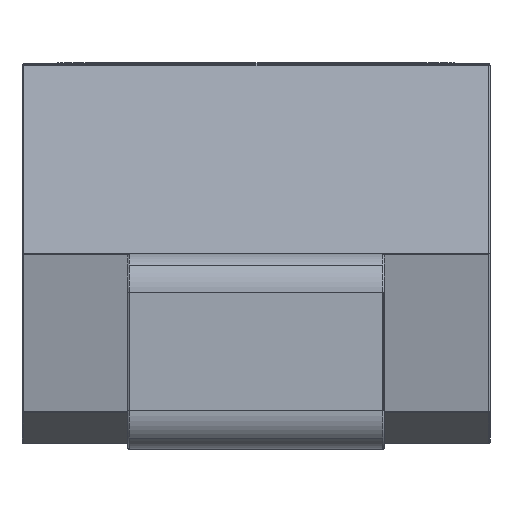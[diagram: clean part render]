
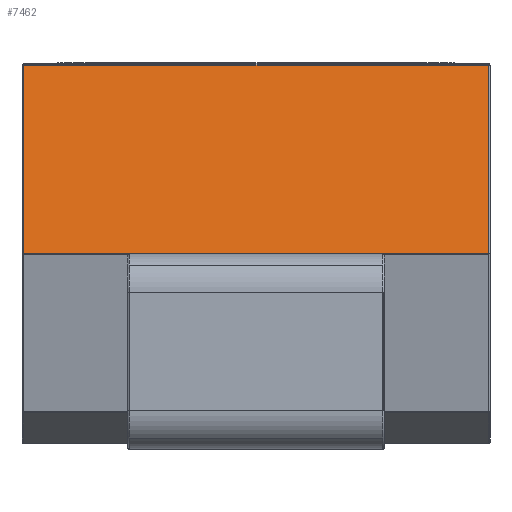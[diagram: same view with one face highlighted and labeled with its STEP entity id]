
A CAD part, left-side view. The second image highlights one B-rep face of the part: STEP entity #7462.
In plain terms, the highlighted planar face has unit normal (-0.984, 0, 0.179).
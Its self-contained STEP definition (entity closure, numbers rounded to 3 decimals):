
#780 = EDGE_CURVE ( 'NONE', #2838, #4244, #2063, .T. ) ;
#1053 = FACE_OUTER_BOUND ( 'NONE', #7660, .T. ) ;
#1366 = VECTOR ( 'NONE', #5417, 1000. ) ;
#1860 = VECTOR ( 'NONE', #2581, 1000. ) ;
#2063 = LINE ( 'NONE', #4670, #1366 ) ;
#2439 = LINE ( 'NONE', #5796, #1860 ) ;
#2537 = CARTESIAN_POINT ( 'NONE',  ( 0.703, -2.46, 3.219 ) ) ;
#2581 = DIRECTION ( 'NONE',  ( -0.179, 0., -0.984 ) ) ;
#2728 = ORIENTED_EDGE ( 'NONE', *, *, #780, .T. ) ;
#2838 = VERTEX_POINT ( 'NONE', #4111 ) ;
#3133 = EDGE_CURVE ( 'NONE', #4244, #8293, #4817, .T. ) ;
#3277 = ORIENTED_EDGE ( 'NONE', *, *, #3133, .T. ) ;
#3359 = CARTESIAN_POINT ( 'NONE',  ( 0.554, 1.45, 2.397 ) ) ;
#3473 = CARTESIAN_POINT ( 'NONE',  ( 0.34, -1.45, 1.222 ) ) ;
#3792 = ORIENTED_EDGE ( 'NONE', *, *, #6847, .T. ) ;
#4046 = DIRECTION ( 'NONE',  ( 0., 1., 0. ) ) ;
#4089 = LINE ( 'NONE', #4813, #7881 ) ;
#4111 = CARTESIAN_POINT ( 'NONE',  ( 0.34, 1.45, 1.222 ) ) ;
#4177 = CARTESIAN_POINT ( 'NONE',  ( 0.34, -1.45, 1.222 ) ) ;
#4244 = VERTEX_POINT ( 'NONE', #3473 ) ;
#4386 = VECTOR ( 'NONE', #6867, 1000. ) ;
#4549 = EDGE_CURVE ( 'NONE', #6274, #2838, #2439, .T. ) ;
#4670 = CARTESIAN_POINT ( 'NONE',  ( 0.34, 1.45, 1.222 ) ) ;
#4813 = CARTESIAN_POINT ( 'NONE',  ( 0.554, -1.45, 2.397 ) ) ;
#4817 = LINE ( 'NONE', #4177, #4386 ) ;
#4995 = ORIENTED_EDGE ( 'NONE', *, *, #4549, .T. ) ;
#5014 = DIRECTION ( 'NONE',  ( 0., 1., 0. ) ) ;
#5166 = AXIS2_PLACEMENT_3D ( 'NONE', #2537, #8374, #5014 ) ;
#5417 = DIRECTION ( 'NONE',  ( 0., -1., 0. ) ) ;
#5796 = CARTESIAN_POINT ( 'NONE',  ( 0.554, 1.45, 2.397 ) ) ;
#6274 = VERTEX_POINT ( 'NONE', #3359 ) ;
#6847 = EDGE_CURVE ( 'NONE', #8293, #6274, #4089, .T. ) ;
#6867 = DIRECTION ( 'NONE',  ( 0.179, 0., 0.984 ) ) ;
#6869 = CARTESIAN_POINT ( 'NONE',  ( 0.554, -1.45, 2.397 ) ) ;
#7462 = ADVANCED_FACE ( 'NONE', ( #1053 ), #7672, .T. ) ;
#7660 = EDGE_LOOP ( 'NONE', ( #3277, #3792, #4995, #2728 ) ) ;
#7672 = PLANE ( 'NONE',  #5166 ) ;
#7881 = VECTOR ( 'NONE', #4046, 1000. ) ;
#8293 = VERTEX_POINT ( 'NONE', #6869 ) ;
#8374 = DIRECTION ( 'NONE',  ( -0.984, 0., 0.179 ) ) ;
